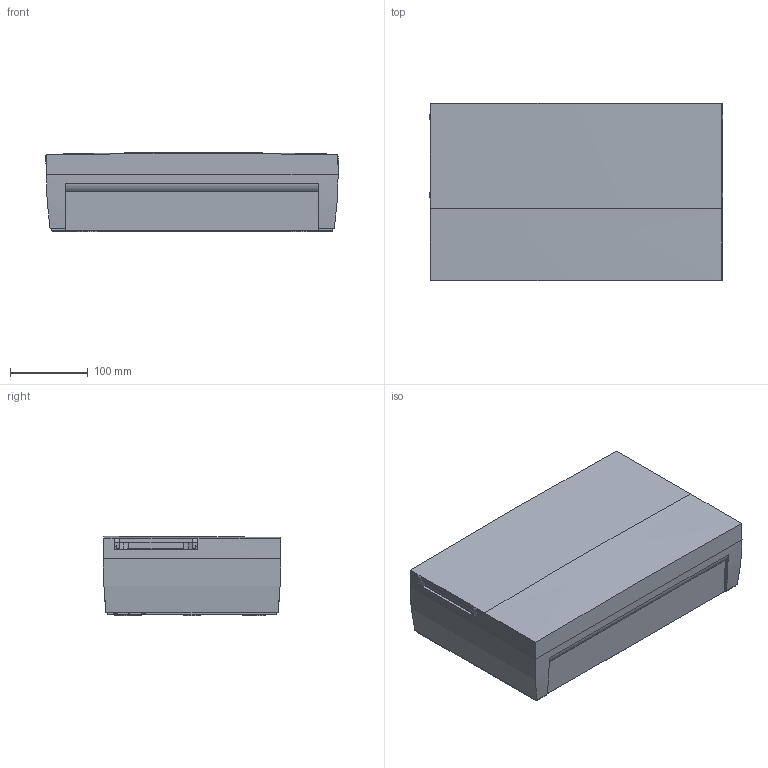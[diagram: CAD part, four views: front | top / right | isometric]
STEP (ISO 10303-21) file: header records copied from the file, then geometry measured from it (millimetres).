
FILE_DESCRIPTION((''),'2;1');
FILE_NAME('SB100326_3D-SIMPLIFIE_SW0001','2011-03-07T',('MCordero'),(''),'PRO/ENGINEER BY PARAMETRIC TECHNOLOGY CORPORATION, 2006170','PRO/ENGINEER BY PARAMETRIC TECHNOLOGY CORPORATION, 2006170','');
FILE_SCHEMA(('CONFIG_CONTROL_DESIGN'));
Length unit declared in the file: millimetre
Products named in the file (1): SB100326_3D-SIMPLIFIE_SW0001
Bounding box: 376.78 x 228 x 101.52 mm (x, y, z)
Volume: 7305495.7 mm3; surface area: 431220.6 mm2
Topology: 1 solids, 1 shells, 340 faces, 917 edges, 595 vertices
Faces by surface type: plane 244, cylinder 88, extrusion 5, bspline 3
Entity records: 10947 total; most frequent: CARTESIAN_POINT 2289, ORIENTED_EDGE 1834, DIRECTION 1736, EDGE_CURVE 917, VECTOR 664, LINE 659, VERTEX_POINT 595, AXIS2_PLACEMENT_3D 536
